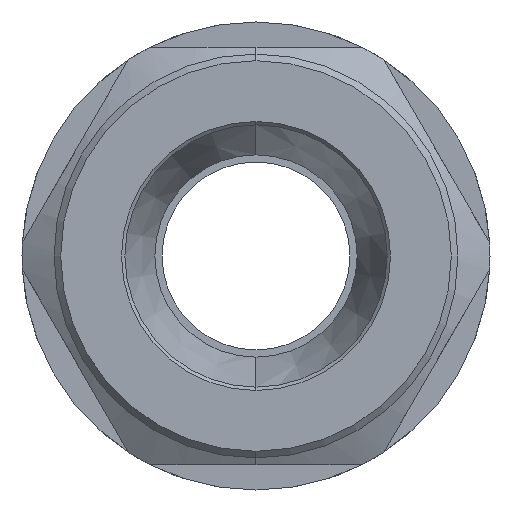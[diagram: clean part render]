
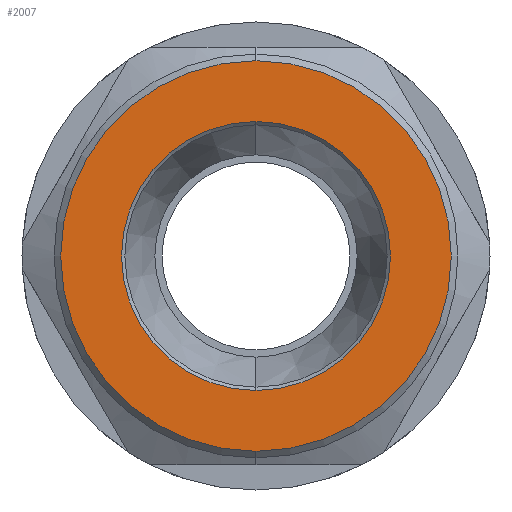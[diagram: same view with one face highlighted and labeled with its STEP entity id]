
A CAD part, left-side view. The second image highlights one B-rep face of the part: STEP entity #2007.
In plain terms, the highlighted planar face has unit normal (-1, 0, 0).
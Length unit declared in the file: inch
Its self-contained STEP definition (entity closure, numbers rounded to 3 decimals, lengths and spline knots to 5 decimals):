
#47 = EDGE_LOOP ( 'NONE', ( #1218, #1949 ) ) ;
#108 = DIRECTION ( 'NONE',  ( -1., 0., 0. ) ) ;
#161 = CARTESIAN_POINT ( 'NONE',  ( 0., 0., 0. ) ) ;
#213 = VERTEX_POINT ( 'NONE', #2454 ) ;
#245 = AXIS2_PLACEMENT_3D ( 'NONE', #504, #932, #1379 ) ;
#504 = CARTESIAN_POINT ( 'NONE',  ( 0., 0., 0. ) ) ;
#652 = EDGE_CURVE ( 'NONE', #213, #909, #2491, .T. ) ;
#721 = DIRECTION ( 'NONE',  ( 0., 0., 1. ) ) ;
#909 = VERTEX_POINT ( 'NONE', #2098 ) ;
#932 = DIRECTION ( 'NONE',  ( -1., 0., 0. ) ) ;
#1030 = DIRECTION ( 'NONE',  ( 0., 0., -1. ) ) ;
#1151 = AXIS2_PLACEMENT_3D ( 'NONE', #1447, #2536, #1030 ) ;
#1218 = ORIENTED_EDGE ( 'NONE', *, *, #1424, .F. ) ;
#1233 = DIRECTION ( 'NONE',  ( 0., 0., 1. ) ) ;
#1299 = VERTEX_POINT ( 'NONE', #1814 ) ;
#1379 = DIRECTION ( 'NONE',  ( 0., 0., 1. ) ) ;
#1381 = FACE_OUTER_BOUND ( 'NONE', #2270, .T. ) ;
#1424 = EDGE_CURVE ( 'NONE', #909, #213, #1735, .T. ) ;
#1447 = CARTESIAN_POINT ( 'NONE',  ( 0., 1.20708, 0. ) ) ;
#1488 = CARTESIAN_POINT ( 'NONE',  ( 0., 0., 1.7525 ) ) ;
#1510 = VERTEX_POINT ( 'NONE', #1488 ) ;
#1570 = DIRECTION ( 'NONE',  ( -1., 0., 0. ) ) ;
#1622 = DIRECTION ( 'NONE',  ( 0., 0., 1. ) ) ;
#1660 = DIRECTION ( 'NONE',  ( -1., 0., 0. ) ) ;
#1735 = CIRCLE ( 'NONE', #2756, 1.20708 ) ;
#1749 = AXIS2_PLACEMENT_3D ( 'NONE', #2205, #1570, #721 ) ;
#1751 = EDGE_CURVE ( 'NONE', #1510, #1299, #1979, .T. ) ;
#1814 = CARTESIAN_POINT ( 'NONE',  ( 0., 0., -1.7525 ) ) ;
#1949 = ORIENTED_EDGE ( 'NONE', *, *, #652, .F. ) ;
#1979 = CIRCLE ( 'NONE', #2199, 1.7525 ) ;
#2007 = ADVANCED_FACE ( 'NONE', ( #2354, #1381 ), #2076, .F. ) ;
#2008 = ORIENTED_EDGE ( 'NONE', *, *, #2321, .T. ) ;
#2076 = PLANE ( 'NONE',  #1151 ) ;
#2098 = CARTESIAN_POINT ( 'NONE',  ( 0., 0., 1.20708 ) ) ;
#2146 = CIRCLE ( 'NONE', #245, 1.7525 ) ;
#2199 = AXIS2_PLACEMENT_3D ( 'NONE', #2263, #108, #1622 ) ;
#2205 = CARTESIAN_POINT ( 'NONE',  ( 0., 0., 0. ) ) ;
#2263 = CARTESIAN_POINT ( 'NONE',  ( 0., 0., 0. ) ) ;
#2270 = EDGE_LOOP ( 'NONE', ( #2008, #2378 ) ) ;
#2321 = EDGE_CURVE ( 'NONE', #1299, #1510, #2146, .T. ) ;
#2354 = FACE_BOUND ( 'NONE', #47, .T. ) ;
#2378 = ORIENTED_EDGE ( 'NONE', *, *, #1751, .T. ) ;
#2454 = CARTESIAN_POINT ( 'NONE',  ( 0., 0., -1.20708 ) ) ;
#2491 = CIRCLE ( 'NONE', #1749, 1.20708 ) ;
#2536 = DIRECTION ( 'NONE',  ( 1., 0., 0. ) ) ;
#2756 = AXIS2_PLACEMENT_3D ( 'NONE', #161, #1660, #1233 ) ;
